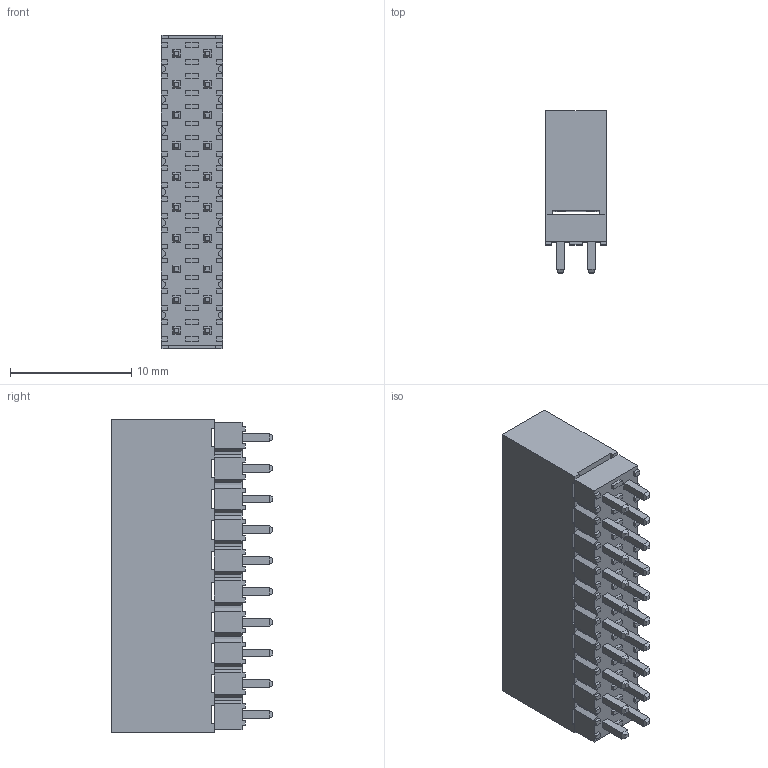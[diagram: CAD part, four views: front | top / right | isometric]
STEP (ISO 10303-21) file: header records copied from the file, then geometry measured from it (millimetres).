
FILE_DESCRIPTION (( 'STEP AP214' ), '1' );
FILE_NAME ('Samtec-ESQ-110-12-G-D.STEP', '2014-05-21T10:41:28', ( '' ), ( '' ), 'SwSTEP 2.0', 'SolidWorks 2014', '' );
FILE_SCHEMA (( 'AUTOMOTIVE_DESIGN' ));
Length unit declared in the file: inch
Products named in the file (1): Samtec-ESQ-110-12-G-D
Bounding box: 5.08 x 13.34 x 25.91 mm (x, y, z)
Volume: 1270.2 mm3; surface area: 1798.8 mm2
Topology: 1 solids, 1 shells, 768 faces, 2064 edges, 1296 vertices
Faces by surface type: plane 768
Entity records: 31036 total; most frequent: CARTESIAN_POINT 4129, ORIENTED_EDGE 4128, DIRECTION 3602, VECTOR 2064, EDGE_CURVE 2064, LINE 2064, VERTEX_POINT 1296, EDGE_LOOP 848
